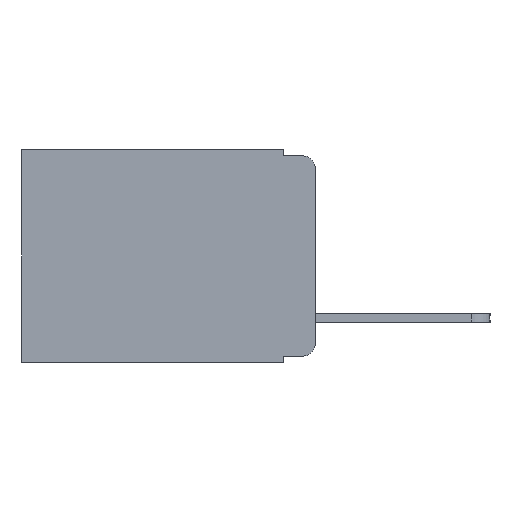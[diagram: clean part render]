
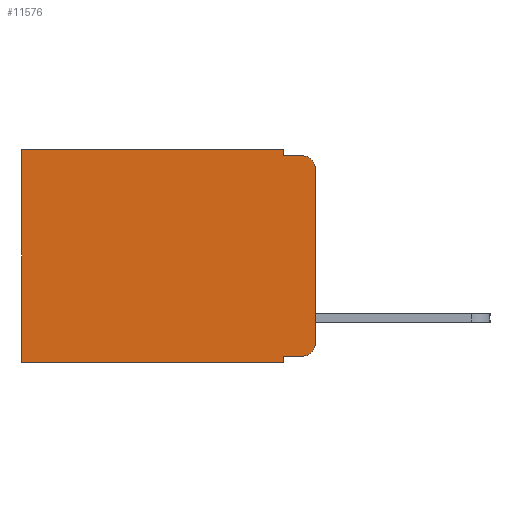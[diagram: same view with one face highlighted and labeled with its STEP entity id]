
A CAD part, left-side view. The second image highlights one B-rep face of the part: STEP entity #11576.
In plain terms, the highlighted planar face has unit normal (-1, 0, 0).
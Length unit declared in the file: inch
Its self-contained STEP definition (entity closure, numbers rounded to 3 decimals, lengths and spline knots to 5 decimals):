
#117 = CARTESIAN_POINT ( 'NONE',  ( 0.298, 0.051, -0.333 ) ) ;
#130 = AXIS2_PLACEMENT_3D ( 'NONE', #3899, #12978, #7302 ) ;
#296 = VERTEX_POINT ( 'NONE', #9215 ) ;
#491 = DIRECTION ( 'NONE',  ( 0., 0., -1. ) ) ;
#700 = CARTESIAN_POINT ( 'NONE',  ( 0.298, 0.051, -0.343 ) ) ;
#732 = ORIENTED_EDGE ( 'NONE', *, *, #1760, .T. ) ;
#805 = VECTOR ( 'NONE', #13226, 39.37008 ) ;
#1092 = ORIENTED_EDGE ( 'NONE', *, *, #1865, .F. ) ;
#1161 = LINE ( 'NONE', #1575, #12142 ) ;
#1575 = CARTESIAN_POINT ( 'NONE',  ( 0.298, 0., 0. ) ) ;
#1606 = CARTESIAN_POINT ( 'NONE',  ( 0.298, 0.051, -0.01 ) ) ;
#1760 = EDGE_CURVE ( 'NONE', #5313, #3627, #1882, .T. ) ;
#1787 = EDGE_CURVE ( 'NONE', #5313, #3719, #1161, .T. ) ;
#1803 = DIRECTION ( 'NONE',  ( -1., 0., 0. ) ) ;
#1865 = EDGE_CURVE ( 'NONE', #9518, #3627, #11349, .T. ) ;
#1882 = CIRCLE ( 'NONE', #9561, 0.02 ) ;
#2352 = ORIENTED_EDGE ( 'NONE', *, *, #9621, .T. ) ;
#3453 = VERTEX_POINT ( 'NONE', #117 ) ;
#3627 = VERTEX_POINT ( 'NONE', #5482 ) ;
#3719 = VERTEX_POINT ( 'NONE', #11001 ) ;
#3889 = LINE ( 'NONE', #4114, #805 ) ;
#3899 = CARTESIAN_POINT ( 'NONE',  ( 0.298, 0., 0. ) ) ;
#3962 = VERTEX_POINT ( 'NONE', #6995 ) ;
#3998 = VERTEX_POINT ( 'NONE', #700 ) ;
#4079 = CARTESIAN_POINT ( 'NONE',  ( 0.298, 0., 0. ) ) ;
#4114 = CARTESIAN_POINT ( 'NONE',  ( 0.298, 0., -0.343 ) ) ;
#4204 = EDGE_CURVE ( 'NONE', #12803, #3962, #5429, .T. ) ;
#4257 = VECTOR ( 'NONE', #11126, 39.37008 ) ;
#4807 = CARTESIAN_POINT ( 'NONE',  ( 0.298, 0.051, -0.333 ) ) ;
#4957 = LINE ( 'NONE', #4807, #4257 ) ;
#5143 = VECTOR ( 'NONE', #7752, 39.37008 ) ;
#5313 = VERTEX_POINT ( 'NONE', #8986 ) ;
#5429 = LINE ( 'NONE', #4079, #10422 ) ;
#5475 = DIRECTION ( 'NONE',  ( 0., -1., 0. ) ) ;
#5482 = CARTESIAN_POINT ( 'NONE',  ( 0.298, 0.02, -0.01 ) ) ;
#5747 = VECTOR ( 'NONE', #491, 39.37008 ) ;
#6456 = CIRCLE ( 'NONE', #6565, 0.02 ) ;
#6543 = DIRECTION ( 'NONE',  ( 0., 0., -1. ) ) ;
#6565 = AXIS2_PLACEMENT_3D ( 'NONE', #8540, #1803, #9643 ) ;
#6663 = CARTESIAN_POINT ( 'NONE',  ( 0.298, 0.02, -0.03 ) ) ;
#6995 = CARTESIAN_POINT ( 'NONE',  ( 0.298, 0.473, 0. ) ) ;
#7302 = DIRECTION ( 'NONE',  ( 0., 0., -1. ) ) ;
#7320 = EDGE_CURVE ( 'NONE', #3998, #9685, #3889, .T. ) ;
#7361 = CARTESIAN_POINT ( 'NONE',  ( 0.298, 0.051, 0. ) ) ;
#7397 = EDGE_CURVE ( 'NONE', #3962, #9685, #10779, .T. ) ;
#7487 = CARTESIAN_POINT ( 'NONE',  ( 0.298, 0.473, -0.343 ) ) ;
#7714 = DIRECTION ( 'NONE',  ( 0., 0., -1. ) ) ;
#7752 = DIRECTION ( 'NONE',  ( 0., 0., -1. ) ) ;
#7887 = DIRECTION ( 'NONE',  ( 0., 0., -1. ) ) ;
#8085 = FACE_OUTER_BOUND ( 'NONE', #11575, .T. ) ;
#8090 = VECTOR ( 'NONE', #7714, 39.37008 ) ;
#8221 = CARTESIAN_POINT ( 'NONE',  ( 0.298, 0.051, 0. ) ) ;
#8304 = PLANE ( 'NONE',  #130 ) ;
#8322 = CARTESIAN_POINT ( 'NONE',  ( 0.298, 0.051, -0.01 ) ) ;
#8540 = CARTESIAN_POINT ( 'NONE',  ( 0.298, 0.02, -0.313 ) ) ;
#8672 = ORIENTED_EDGE ( 'NONE', *, *, #11370, .T. ) ;
#8986 = CARTESIAN_POINT ( 'NONE',  ( 0.298, 0., -0.03 ) ) ;
#9035 = ORIENTED_EDGE ( 'NONE', *, *, #10935, .F. ) ;
#9215 = CARTESIAN_POINT ( 'NONE',  ( 0.298, 0.02, -0.333 ) ) ;
#9518 = VERTEX_POINT ( 'NONE', #1606 ) ;
#9561 = AXIS2_PLACEMENT_3D ( 'NONE', #6663, #13154, #7887 ) ;
#9621 = EDGE_CURVE ( 'NONE', #296, #3719, #6456, .T. ) ;
#9643 = DIRECTION ( 'NONE',  ( 0., 0., -1. ) ) ;
#9685 = VERTEX_POINT ( 'NONE', #7487 ) ;
#10077 = DIRECTION ( 'NONE',  ( 0., 1., 0. ) ) ;
#10422 = VECTOR ( 'NONE', #10077, 39.37008 ) ;
#10498 = LINE ( 'NONE', #13325, #5143 ) ;
#10655 = LINE ( 'NONE', #7361, #5747 ) ;
#10779 = LINE ( 'NONE', #11657, #8090 ) ;
#10935 = EDGE_CURVE ( 'NONE', #12803, #9518, #10655, .T. ) ;
#11001 = CARTESIAN_POINT ( 'NONE',  ( 0.298, 0., -0.313 ) ) ;
#11071 = VECTOR ( 'NONE', #5475, 39.37008 ) ;
#11126 = DIRECTION ( 'NONE',  ( 0., -1., 0. ) ) ;
#11151 = EDGE_CURVE ( 'NONE', #3453, #3998, #10498, .T. ) ;
#11296 = ORIENTED_EDGE ( 'NONE', *, *, #7397, .T. ) ;
#11349 = LINE ( 'NONE', #8322, #11071 ) ;
#11370 = EDGE_CURVE ( 'NONE', #3453, #296, #4957, .T. ) ;
#11575 = EDGE_LOOP ( 'NONE', ( #12346, #732, #1092, #9035, #11854, #11296, #13499, #13239, #8672, #2352 ) ) ;
#11576 = ADVANCED_FACE ( 'NONE', ( #8085 ), #8304, .F. ) ;
#11657 = CARTESIAN_POINT ( 'NONE',  ( 0.298, 0.473, 0. ) ) ;
#11854 = ORIENTED_EDGE ( 'NONE', *, *, #4204, .T. ) ;
#12142 = VECTOR ( 'NONE', #6543, 39.37008 ) ;
#12346 = ORIENTED_EDGE ( 'NONE', *, *, #1787, .F. ) ;
#12803 = VERTEX_POINT ( 'NONE', #8221 ) ;
#12978 = DIRECTION ( 'NONE',  ( 1., 0., 0. ) ) ;
#13154 = DIRECTION ( 'NONE',  ( -1., 0., 0. ) ) ;
#13226 = DIRECTION ( 'NONE',  ( 0., 1., 0. ) ) ;
#13239 = ORIENTED_EDGE ( 'NONE', *, *, #11151, .F. ) ;
#13325 = CARTESIAN_POINT ( 'NONE',  ( 0.298, 0.051, 0. ) ) ;
#13499 = ORIENTED_EDGE ( 'NONE', *, *, #7320, .F. ) ;
